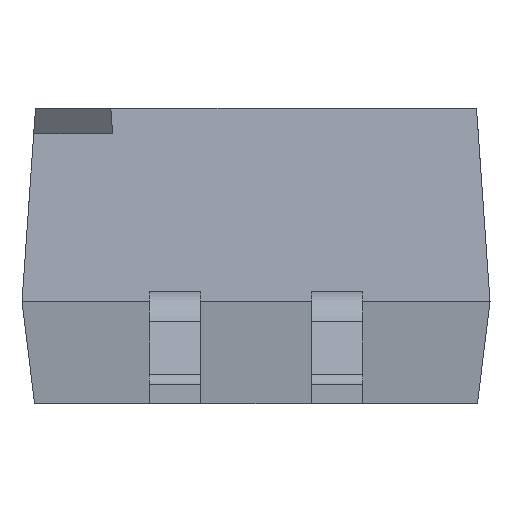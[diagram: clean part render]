
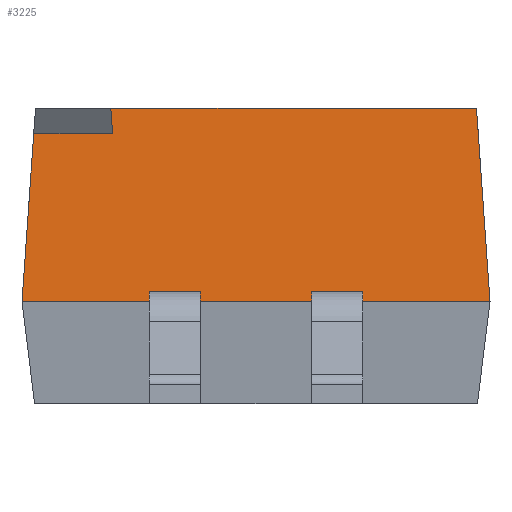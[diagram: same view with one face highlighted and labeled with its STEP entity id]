
A CAD part, left-side view. The second image highlights one B-rep face of the part: STEP entity #3225.
In plain terms, the highlighted planar face has unit normal (-0.998, 0, 0.07).
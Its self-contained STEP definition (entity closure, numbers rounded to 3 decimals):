
#83 = LINE ( 'NONE', #625, #2741 ) ;
#94 = CARTESIAN_POINT ( 'NONE',  ( -2.994, 1.136, 1.51 ) ) ;
#111 = CARTESIAN_POINT ( 'NONE',  ( -3.1, -1.83, 0. ) ) ;
#187 = DIRECTION ( 'NONE',  ( -0.07, 0.07, -0.995 ) ) ;
#282 = CARTESIAN_POINT ( 'NONE',  ( -3.008, -1.83, 1.31 ) ) ;
#324 = ORIENTED_EDGE ( 'NONE', *, *, #3237, .T. ) ;
#455 = FACE_OUTER_BOUND ( 'NONE', #1613, .T. ) ;
#507 = EDGE_CURVE ( 'NONE', #2074, #1145, #83, .T. ) ;
#625 = CARTESIAN_POINT ( 'NONE',  ( -2.994, -1.83, 1.51 ) ) ;
#673 = VERTEX_POINT ( 'NONE', #3106 ) ;
#717 = CARTESIAN_POINT ( 'NONE',  ( -3.008, 1.738, 1.31 ) ) ;
#830 = DIRECTION ( 'NONE',  ( 0., 1., 0. ) ) ;
#923 = CARTESIAN_POINT ( 'NONE',  ( -3.1, -1.83, 0. ) ) ;
#1085 = PLANE ( 'NONE',  #2156 ) ;
#1094 = DIRECTION ( 'NONE',  ( 0., 1., 0. ) ) ;
#1145 = VERTEX_POINT ( 'NONE', #94 ) ;
#1237 = CARTESIAN_POINT ( 'NONE',  ( -3.008, 1.738, 1.31 ) ) ;
#1306 = LINE ( 'NONE', #2631, #1557 ) ;
#1340 = CARTESIAN_POINT ( 'NONE',  ( -3.1, -1.83, 0. ) ) ;
#1387 = VECTOR ( 'NONE', #1414, 1000. ) ;
#1414 = DIRECTION ( 'NONE',  ( 0.07, 0.07, 0.995 ) ) ;
#1490 = VECTOR ( 'NONE', #2008, 1000. ) ;
#1557 = VECTOR ( 'NONE', #1094, 1000. ) ;
#1597 = LINE ( 'NONE', #282, #2775 ) ;
#1613 = EDGE_LOOP ( 'NONE', ( #1741, #3127, #2748, #324, #1622, #2170 ) ) ;
#1622 = ORIENTED_EDGE ( 'NONE', *, *, #1630, .T. ) ;
#1630 = EDGE_CURVE ( 'NONE', #3176, #673, #3015, .T. ) ;
#1716 = DIRECTION ( 'NONE',  ( 0., 1., 0. ) ) ;
#1741 = ORIENTED_EDGE ( 'NONE', *, *, #3016, .T. ) ;
#1880 = DIRECTION ( 'NONE',  ( -0.998, 0., 0.07 ) ) ;
#1916 = EDGE_CURVE ( 'NONE', #1145, #1986, #2180, .T. ) ;
#1955 = LINE ( 'NONE', #923, #1387 ) ;
#1986 = VERTEX_POINT ( 'NONE', #2769 ) ;
#2008 = DIRECTION ( 'NONE',  ( -0.07, -0.07, -0.995 ) ) ;
#2074 = VERTEX_POINT ( 'NONE', #2591 ) ;
#2156 = AXIS2_PLACEMENT_3D ( 'NONE', #1340, #1880, #2411 ) ;
#2170 = ORIENTED_EDGE ( 'NONE', *, *, #3278, .F. ) ;
#2180 = LINE ( 'NONE', #2532, #1490 ) ;
#2314 = VECTOR ( 'NONE', #187, 1000. ) ;
#2411 = DIRECTION ( 'NONE',  ( 0.07, 0., 0.998 ) ) ;
#2532 = CARTESIAN_POINT ( 'NONE',  ( -2.994, 1.136, 1.51 ) ) ;
#2591 = CARTESIAN_POINT ( 'NONE',  ( -2.994, -1.724, 1.51 ) ) ;
#2631 = CARTESIAN_POINT ( 'NONE',  ( -3.1, 1.83, 0. ) ) ;
#2741 = VECTOR ( 'NONE', #1716, 1000. ) ;
#2748 = ORIENTED_EDGE ( 'NONE', *, *, #1916, .T. ) ;
#2769 = CARTESIAN_POINT ( 'NONE',  ( -3.008, 1.122, 1.31 ) ) ;
#2775 = VECTOR ( 'NONE', #830, 1000. ) ;
#3015 = LINE ( 'NONE', #1237, #2314 ) ;
#3016 = EDGE_CURVE ( 'NONE', #3022, #2074, #1955, .T. ) ;
#3022 = VERTEX_POINT ( 'NONE', #111 ) ;
#3106 = CARTESIAN_POINT ( 'NONE',  ( -3.1, 1.83, 0. ) ) ;
#3127 = ORIENTED_EDGE ( 'NONE', *, *, #507, .T. ) ;
#3176 = VERTEX_POINT ( 'NONE', #717 ) ;
#3225 = ADVANCED_FACE ( 'NONE', ( #455 ), #1085, .T. ) ;
#3237 = EDGE_CURVE ( 'NONE', #1986, #3176, #1597, .T. ) ;
#3278 = EDGE_CURVE ( 'NONE', #3022, #673, #1306, .T. ) ;
